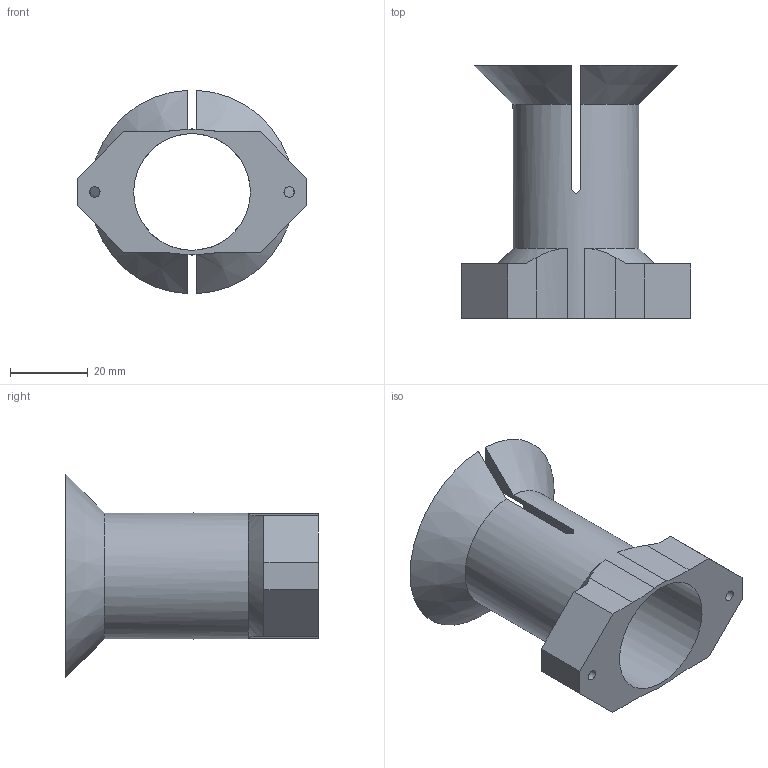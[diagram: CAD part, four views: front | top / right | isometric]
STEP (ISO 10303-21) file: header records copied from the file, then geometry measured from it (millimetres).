
FILE_DESCRIPTION(/* description */ (''),/* implementation_level */ '2;1');
FILE_SCHEMA (('AUTOMOTIVE_DESIGN { 1 0 10303 214 3 1 1 }'));
Length unit declared in the file: millimetre
Products named in the file (1): Adafruit Peristaltic Pump Case v11
Bounding box: 59.04 x 65 x 52.34 mm (x, y, z)
Volume: 15989 mm3; surface area: 21694.4 mm2
Topology: 1 solids, 3 shells, 97 faces, 263 edges, 175 vertices
Faces by surface type: plane 69, cylinder 18, cone 10
Full cylindrical faces by diameter (mm): 2.7 x2, 5.7 x2, 30 x1, 32.4 x1
Entity records: 3038 total; most frequent: CARTESIAN_POINT 606, ORIENTED_EDGE 510, DIRECTION 478, EDGE_CURVE 255, VERTEX_POINT 173, LINE 172, VECTOR 172, AXIS2_PLACEMENT_3D 153
